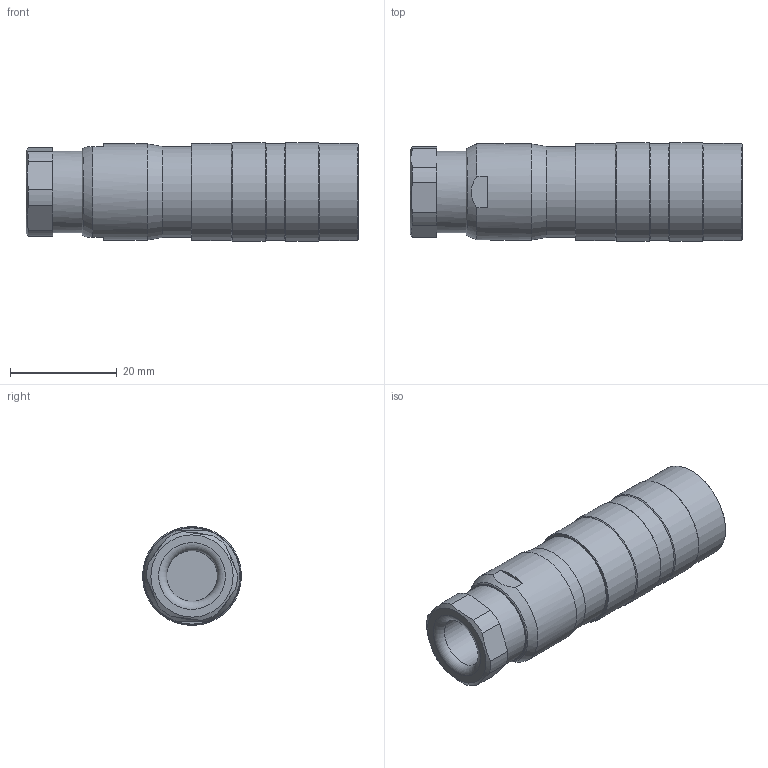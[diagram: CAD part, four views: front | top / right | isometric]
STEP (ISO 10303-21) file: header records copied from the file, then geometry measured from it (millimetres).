
FILE_DESCRIPTION(/* description */ (''),/* implementation_level */ '2;1');
FILE_NAME(/* name */ '06-4232-0001_001_01.stp',/* time_stamp */ '2014-12-10T07:43:37+01:00',/* author */ (''),/* organization */ (''),/* preprocessor_version */ 'ST-DEVELOPER v14',/* originating_system */ 'SIEMENS PLM Software NX 8.0',/* authorisation */ '');
FILE_SCHEMA (('AUTOMOTIVE_DESIGN { 1 0 10303 214 3 1 1 1 }'));
Length unit declared in the file: millimetre
Products named in the file (1): sach0A2C5C0Bcr13
Bounding box: 62.1 x 18.5 x 18.5 mm (x, y, z)
Volume: 13960.1 mm3; surface area: 5172.6 mm2
Topology: 1 solids, 1 shells, 254 faces, 695 edges, 455 vertices
Faces by surface type: plane 120, cylinder 66, cone 48, torus 18, bspline 2
Full cylindrical faces by diameter (mm): 1.8 x4, 2.25 x1, 2.4 x2, 9.5 x1, 15.188 x1, 15.2 x1, 15.25 x1, 17 x1, 17.05 x1, 18 x1, 18.15 x3, 18.5 x2
Entity records: 8955 total; most frequent: CARTESIAN_POINT 2928, ORIENTED_EDGE 1282, DIRECTION 1163, EDGE_CURVE 641, AXIS2_PLACEMENT_3D 457, VERTEX_POINT 438, EDGE_LOOP 307, ADVANCED_FACE 254
